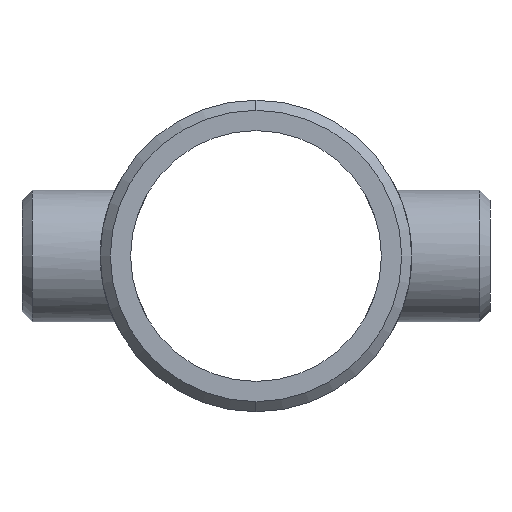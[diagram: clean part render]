
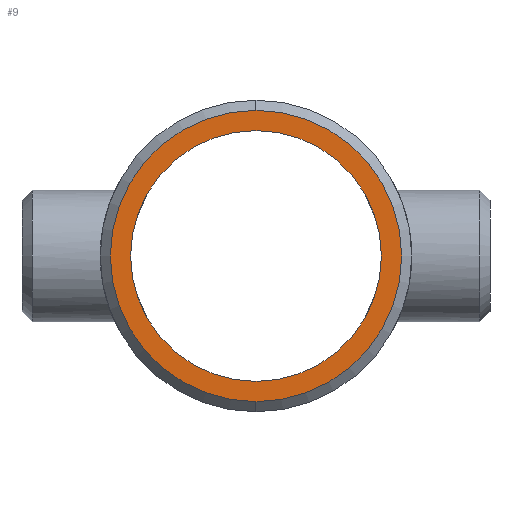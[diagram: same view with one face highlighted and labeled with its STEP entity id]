
A CAD part, left-side view. The second image highlights one B-rep face of the part: STEP entity #9.
In plain terms, the highlighted planar face has unit normal (-1, 0, 0).
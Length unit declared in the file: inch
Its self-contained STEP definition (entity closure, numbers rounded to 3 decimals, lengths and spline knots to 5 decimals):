
#9 = ADVANCED_FACE ( 'NONE', ( #934, #47 ), #505, .T. ) ;
#13 = VERTEX_POINT ( 'NONE', #833 ) ;
#47 = FACE_BOUND ( 'NONE', #714, .T. ) ;
#55 = CARTESIAN_POINT ( 'NONE',  ( -4.12, 0., 0. ) ) ;
#96 = DIRECTION ( 'NONE',  ( -1., 0., 0. ) ) ;
#114 = EDGE_CURVE ( 'NONE', #118, #1116, #1130, .T. ) ;
#118 = VERTEX_POINT ( 'NONE', #190 ) ;
#122 = CARTESIAN_POINT ( 'NONE',  ( -4.12, 0., 0. ) ) ;
#133 = CARTESIAN_POINT ( 'NONE',  ( -4.12, 0., -1.812 ) ) ;
#186 = CIRCLE ( 'NONE', #525, 2.104 ) ;
#190 = CARTESIAN_POINT ( 'NONE',  ( -4.12, 0., 1.812 ) ) ;
#203 = CIRCLE ( 'NONE', #1070, 1.812 ) ;
#227 = DIRECTION ( 'NONE',  ( 0., 0., 1. ) ) ;
#326 = EDGE_CURVE ( 'NONE', #13, #777, #186, .T. ) ;
#399 = DIRECTION ( 'NONE',  ( 0., 0., 1. ) ) ;
#408 = EDGE_CURVE ( 'NONE', #1116, #118, #203, .T. ) ;
#451 = DIRECTION ( 'NONE',  ( 1., 0., 0. ) ) ;
#499 = DIRECTION ( 'NONE',  ( -1., 0., 0. ) ) ;
#502 = CARTESIAN_POINT ( 'NONE',  ( -4.12, 0., 0. ) ) ;
#505 = PLANE ( 'NONE',  #727 ) ;
#509 = AXIS2_PLACEMENT_3D ( 'NONE', #675, #947, #1120 ) ;
#525 = AXIS2_PLACEMENT_3D ( 'NONE', #122, #499, #227 ) ;
#610 = ORIENTED_EDGE ( 'NONE', *, *, #408, .T. ) ;
#623 = EDGE_LOOP ( 'NONE', ( #1171, #950 ) ) ;
#675 = CARTESIAN_POINT ( 'NONE',  ( -4.12, 0., 0. ) ) ;
#714 = EDGE_LOOP ( 'NONE', ( #1143, #610 ) ) ;
#727 = AXIS2_PLACEMENT_3D ( 'NONE', #502, #96, #1003 ) ;
#728 = CARTESIAN_POINT ( 'NONE',  ( -4.12, 0., 0. ) ) ;
#777 = VERTEX_POINT ( 'NONE', #794 ) ;
#794 = CARTESIAN_POINT ( 'NONE',  ( -4.12, 0., 2.104 ) ) ;
#833 = CARTESIAN_POINT ( 'NONE',  ( -4.12, 0., -2.104 ) ) ;
#934 = FACE_OUTER_BOUND ( 'NONE', #623, .T. ) ;
#947 = DIRECTION ( 'NONE',  ( -1., 0., 0. ) ) ;
#950 = ORIENTED_EDGE ( 'NONE', *, *, #1065, .T. ) ;
#991 = DIRECTION ( 'NONE',  ( 0., 0., 1. ) ) ;
#1003 = DIRECTION ( 'NONE',  ( 0., 0., -1. ) ) ;
#1015 = DIRECTION ( 'NONE',  ( 1., 0., 0. ) ) ;
#1032 = AXIS2_PLACEMENT_3D ( 'NONE', #728, #451, #991 ) ;
#1055 = CIRCLE ( 'NONE', #509, 2.104 ) ;
#1065 = EDGE_CURVE ( 'NONE', #777, #13, #1055, .T. ) ;
#1070 = AXIS2_PLACEMENT_3D ( 'NONE', #55, #1015, #399 ) ;
#1116 = VERTEX_POINT ( 'NONE', #133 ) ;
#1120 = DIRECTION ( 'NONE',  ( 0., 0., 1. ) ) ;
#1130 = CIRCLE ( 'NONE', #1032, 1.812 ) ;
#1143 = ORIENTED_EDGE ( 'NONE', *, *, #114, .T. ) ;
#1171 = ORIENTED_EDGE ( 'NONE', *, *, #326, .T. ) ;
